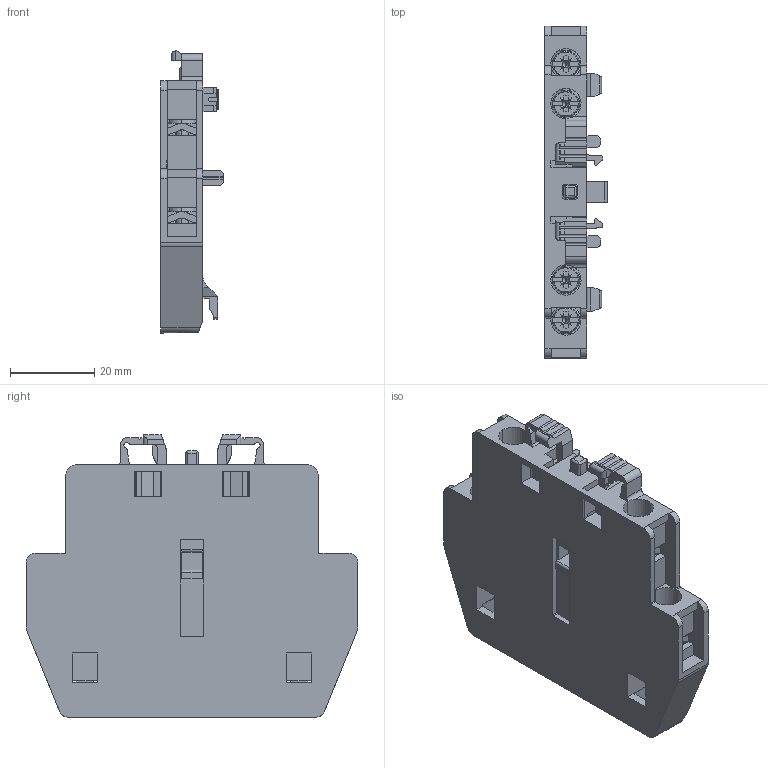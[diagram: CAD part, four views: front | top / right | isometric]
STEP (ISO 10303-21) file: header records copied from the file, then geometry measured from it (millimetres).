
FILE_DESCRIPTION((''),'2;1');
FILE_NAME('10003607034_ASM','2018-03-14T',('cwyrsch'),('Rockwell Automation Switzerland GmbH'),'PRO/ENGINEER BY PARAMETRIC TECHNOLOGY CORPORATION, 2015440','PRO/ENGINEER BY PARAMETRIC TECHNOLOGY CORPORATION, 2015440','');
FILE_SCHEMA(('AUTOMOTIVE_DESIGN { 1 0 10303 214 1 1 1 1 }'));
Length unit declared in the file: millimetre
Products named in the file (3): 10002701587; 10002701589; 10003607034_ASM
Assembly tree (5 placements, depth 2):
  10003607034_ASM
    10002701587
    10002701589  x4
Bounding box: 14.8 x 79 x 67.14 mm (x, y, z)
Volume: 34026.9 mm3; surface area: 18376.1 mm2
Topology: 5 solids, 5 shells, 795 faces, 2287 edges, 1508 vertices
Faces by surface type: plane 511, cylinder 220, cone 56, torus 8
Entity records: 25648 total; most frequent: CARTESIAN_POINT 3930, ORIENTED_EDGE 3406, DIRECTION 3111, PRESENTATION_STYLE_ASSIGNMENT 1769, STYLED_ITEM 1705, CURVE_STYLE 1703, EDGE_CURVE 1703, VECTOR 1315
